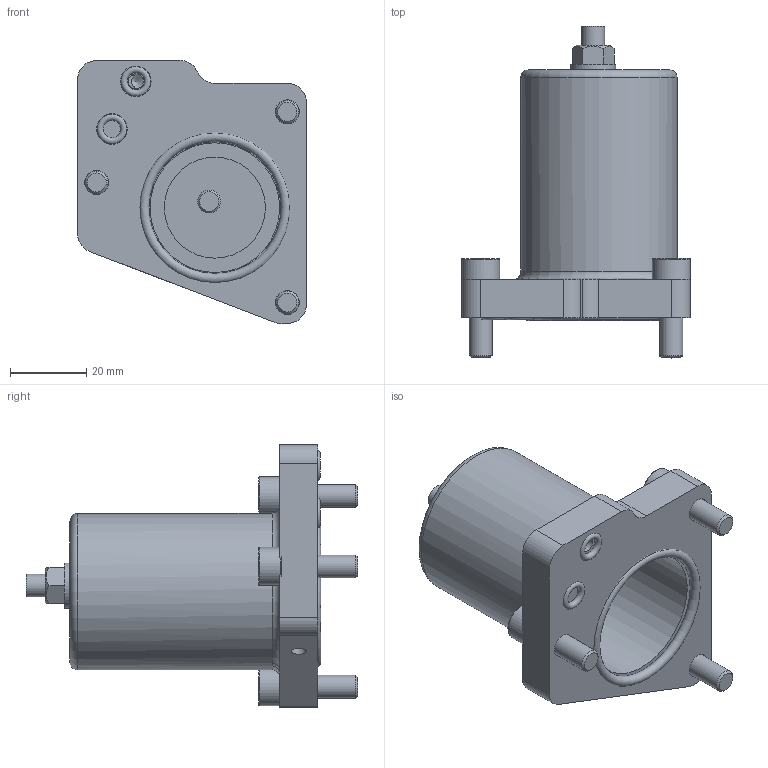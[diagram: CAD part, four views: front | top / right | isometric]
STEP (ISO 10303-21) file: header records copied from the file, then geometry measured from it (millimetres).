
FILE_DESCRIPTION(/* description */ ('Unknown'),/* implementation_level */ '2;1');
FILE_NAME(/* name */ '1435627_AP-2220-397-step',/* time_stamp */ '2021-03-11T14:50:15+01:00',/* author */ ('Unknown'),/* organization */ ('Unknown'),/* preprocessor_version */ 'ST-DEVELOPER v16.7',/* originating_system */ 'DEX',/* authorisation */ $);
FILE_SCHEMA (('AUTOMOTIVE_DESIGN {1 0 10303 214 3 1 1}'));
Length unit declared in the file: millimetre
Products named in the file (8): AP-2220-397-C; AP-2220-H02-014-D; WT-2603-524; WT-2600-516; WU-1506-020; WV-2400-706; WV-7306-025; WU-4604-041
Assembly tree (10 placements, depth 2):
  AP-2220-397-C
    AP-2220-H02-014-D
    WT-2603-524
    WT-2600-516  x2
    WU-1506-020  x3
    WV-2400-706
    WV-7306-025
    WU-4604-041
Bounding box: 60 x 87 x 69 mm (x, y, z)
Volume: 58442.9 mm3; surface area: 28012.4 mm2
Topology: 10 solids, 10 shells, 179 faces, 378 edges, 248 vertices
Faces by surface type: plane 94, cylinder 57, torus 15, cone 12, bspline 1
Full cylindrical faces by diameter (mm): 2 x1, 3 x1, 3.75 x10, 4 x13, 4.917 x2, 6 x4, 6.3 x3, 7.8 x2, 10 x3, 11.8 x1, 12.5 x1, 26.5 x1, 34 x1, 39 x1, 41 x1
Entity records: 4336 total; most frequent: DIRECTION 657, CARTESIAN_POINT 647, ORIENTED_EDGE 464, AXIS2_PLACEMENT_3D 282, FACE_BOUND 250, EDGE_LOOP 245, EDGE_CURVE 232, VERTEX_POINT 190
